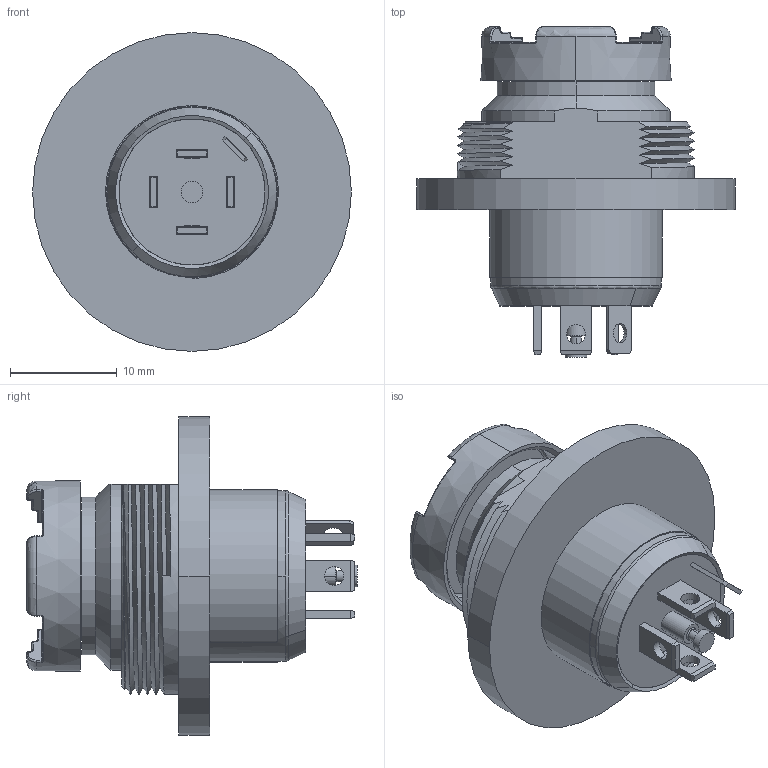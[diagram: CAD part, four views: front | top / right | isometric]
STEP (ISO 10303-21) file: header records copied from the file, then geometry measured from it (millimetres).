
FILE_DESCRIPTION((''),'2;1');
FILE_NAME('04J-BS-T01_SW0003','2013-09-24T',('Administrator'),(''),'PRO/ENGINEER BY PARAMETRIC TECHNOLOGY CORPORATION, 2006200','PRO/ENGINEER BY PARAMETRIC TECHNOLOGY CORPORATION, 2006200','');
FILE_SCHEMA(('CONFIG_CONTROL_DESIGN'));
Length unit declared in the file: inch
Products named in the file (1): 04J-BS-T01_SW0003
Bounding box: 29.87 x 30.96 x 29.87 mm (x, y, z)
Volume: 3728.9 mm3; surface area: 5503.8 mm2
Topology: 2 solids, 2 shells, 684 faces, 1621 edges, 972 vertices
Faces by surface type: bspline 256, plane 187, cylinder 123, torus 66, cone 48, sphere 4
Entity records: 34000 total; most frequent: CARTESIAN_POINT 15330, ORIENTED_EDGE 3242, DIRECTION 2486, EDGE_CURVE 1621, VERTEX_POINT 972, AXIS2_PLACEMENT_3D 967, EDGE_LOOP 727, FACE_OUTER_BOUND 684
